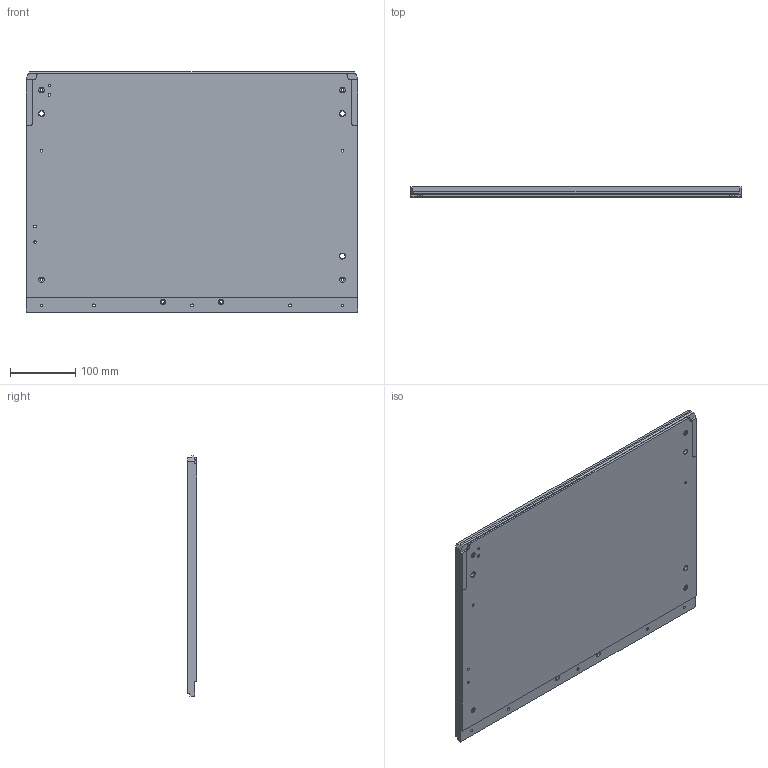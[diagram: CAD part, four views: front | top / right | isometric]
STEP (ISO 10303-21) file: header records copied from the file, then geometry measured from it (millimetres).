
FILE_DESCRIPTION (( 'STEP AP214' ), '1' );
FILE_NAME ('INGUN_45880.STEP', '2024-01-04T15:21:59', ( '' ), ( '' ), 'SwSTEP 2.0', 'SolidWorks 2021', '' );
FILE_SCHEMA (( 'AUTOMOTIVE_DESIGN' ));
Length unit declared in the file: millimetre
Products named in the file (1): INGUN_45880
Bounding box: 506 x 15 x 367.1 mm (x, y, z)
Volume: 2718078.4 mm3; surface area: 400320 mm2
Topology: 1 solids, 1 shells, 103 faces, 273 edges, 180 vertices
Faces by surface type: cylinder 62, plane 35, cone 6
Entity records: 3363 total; most frequent: DIRECTION 611, CARTESIAN_POINT 557, ORIENTED_EDGE 546, EDGE_CURVE 273, AXIS2_PLACEMENT_3D 234, VERTEX_POINT 180, EDGE_LOOP 151, VECTOR 143
